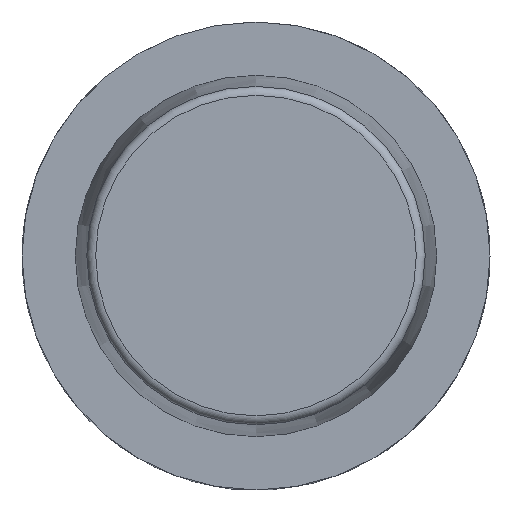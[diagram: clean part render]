
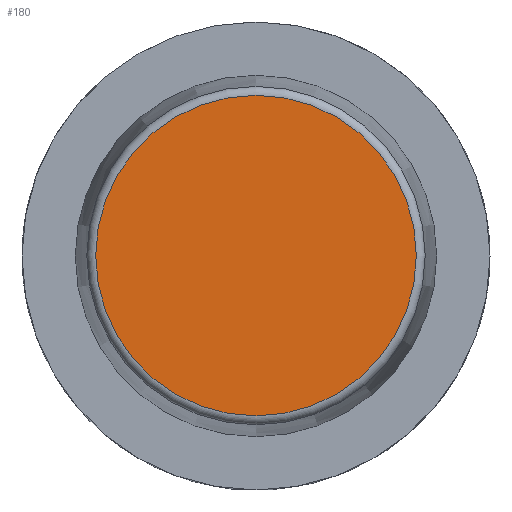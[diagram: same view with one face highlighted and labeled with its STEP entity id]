
A CAD part, top view. The second image highlights one B-rep face of the part: STEP entity #180.
In plain terms, the highlighted planar face has unit normal (0, 0, 1).
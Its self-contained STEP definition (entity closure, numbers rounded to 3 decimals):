
#48=PLANE('',#1483);
#118=FACE_OUTER_BOUND('',#560,.T.);
#180=ADVANCED_FACE('',(#118),#48,.F.);
#560=EDGE_LOOP('',(#754));
#754=ORIENTED_EDGE('',*,*,#1252,.T.);
#1094=VERTEX_POINT('',#2352);
#1252=EDGE_CURVE('',#1094,#1094,#1377,.T.);
#1377=CIRCLE('',#1482,21.576);
#1482=AXIS2_PLACEMENT_3D('',#2351,#1704,#1705);
#1483=AXIS2_PLACEMENT_3D('',#2353,#1706,#1707);
#1704=DIRECTION('',(0.,0.,1.));
#1705=DIRECTION('',(0.,1.,0.));
#1706=DIRECTION('',(0.,0.,-1.));
#1707=DIRECTION('',(0.,-1.,0.));
#2351=CARTESIAN_POINT('',(0.,0.,32.));
#2352=CARTESIAN_POINT('',(0.,21.576,32.));
#2353=CARTESIAN_POINT('',(0.,21.576,32.));
